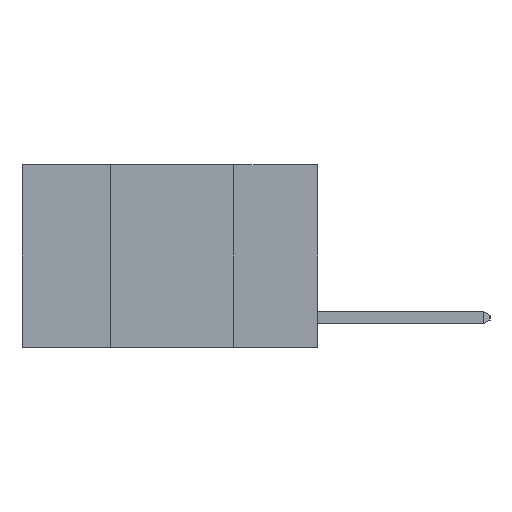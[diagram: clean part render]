
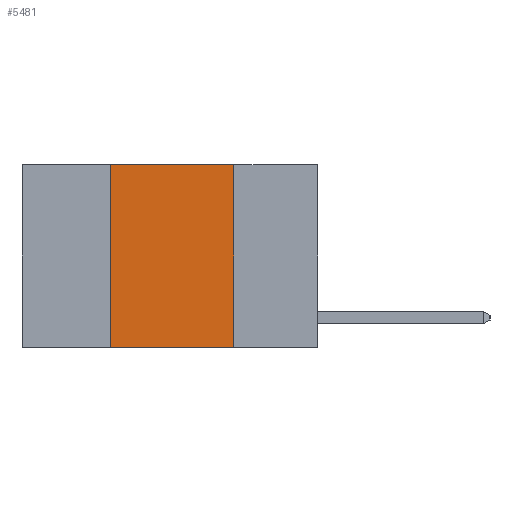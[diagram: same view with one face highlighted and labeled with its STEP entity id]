
A CAD part, left-side view. The second image highlights one B-rep face of the part: STEP entity #5481.
In plain terms, the highlighted planar face has unit normal (-1, 0, 0).
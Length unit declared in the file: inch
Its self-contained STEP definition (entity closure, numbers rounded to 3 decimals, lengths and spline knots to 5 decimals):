
#392 = VERTEX_POINT ( 'NONE', #7346 ) ;
#612 = VECTOR ( 'NONE', #7930, 39.37008 ) ;
#756 = CARTESIAN_POINT ( 'NONE',  ( 0., 0.17, -0.37 ) ) ;
#879 = VECTOR ( 'NONE', #5857, 39.37008 ) ;
#950 = DIRECTION ( 'NONE',  ( 0., 0., 1. ) ) ;
#1647 = AXIS2_PLACEMENT_3D ( 'NONE', #3524, #7869, #4143 ) ;
#1938 = VERTEX_POINT ( 'NONE', #5342 ) ;
#2189 = PLANE ( 'NONE',  #1647 ) ;
#2271 = ORIENTED_EDGE ( 'NONE', *, *, #2799, .F. ) ;
#2392 = LINE ( 'NONE', #4204, #612 ) ;
#2519 = ORIENTED_EDGE ( 'NONE', *, *, #5105, .T. ) ;
#2597 = FACE_OUTER_BOUND ( 'NONE', #3079, .T. ) ;
#2606 = VERTEX_POINT ( 'NONE', #756 ) ;
#2799 = EDGE_CURVE ( 'NONE', #1938, #2606, #2847, .T. ) ;
#2847 = LINE ( 'NONE', #6360, #879 ) ;
#3079 = EDGE_LOOP ( 'NONE', ( #2271, #6515, #7466, #2519 ) ) ;
#3392 = VECTOR ( 'NONE', #950, 39.37008 ) ;
#3524 = CARTESIAN_POINT ( 'NONE',  ( 0., 0.6, 0. ) ) ;
#4143 = DIRECTION ( 'NONE',  ( 0., 0., -1. ) ) ;
#4204 = CARTESIAN_POINT ( 'NONE',  ( 0., 0.6, -0.37 ) ) ;
#4354 = VERTEX_POINT ( 'NONE', #7141 ) ;
#4721 = CARTESIAN_POINT ( 'NONE',  ( 0., 0.6, 0. ) ) ;
#5046 = VECTOR ( 'NONE', #7238, 39.37008 ) ;
#5089 = LINE ( 'NONE', #5467, #3392 ) ;
#5105 = EDGE_CURVE ( 'NONE', #392, #2606, #2392, .T. ) ;
#5342 = CARTESIAN_POINT ( 'NONE',  ( 0., 0.17, 0. ) ) ;
#5467 = CARTESIAN_POINT ( 'NONE',  ( 0., 0.42, 0. ) ) ;
#5481 = ADVANCED_FACE ( 'NONE', ( #2597 ), #2189, .F. ) ;
#5857 = DIRECTION ( 'NONE',  ( 0., 0., -1. ) ) ;
#5953 = EDGE_CURVE ( 'NONE', #392, #4354, #5089, .T. ) ;
#6360 = CARTESIAN_POINT ( 'NONE',  ( 0., 0.17, 0. ) ) ;
#6515 = ORIENTED_EDGE ( 'NONE', *, *, #6844, .F. ) ;
#6707 = LINE ( 'NONE', #4721, #5046 ) ;
#6844 = EDGE_CURVE ( 'NONE', #4354, #1938, #6707, .T. ) ;
#7141 = CARTESIAN_POINT ( 'NONE',  ( 0., 0.42, 0. ) ) ;
#7238 = DIRECTION ( 'NONE',  ( 0., -1., 0. ) ) ;
#7346 = CARTESIAN_POINT ( 'NONE',  ( 0., 0.42, -0.37 ) ) ;
#7466 = ORIENTED_EDGE ( 'NONE', *, *, #5953, .F. ) ;
#7869 = DIRECTION ( 'NONE',  ( 1., 0., 0. ) ) ;
#7930 = DIRECTION ( 'NONE',  ( 0., -1., 0. ) ) ;
